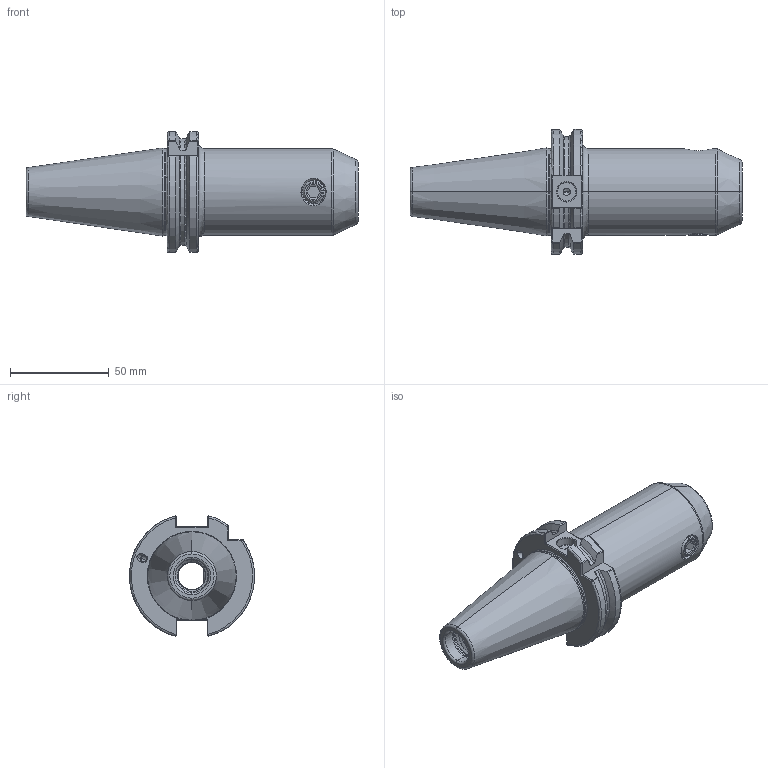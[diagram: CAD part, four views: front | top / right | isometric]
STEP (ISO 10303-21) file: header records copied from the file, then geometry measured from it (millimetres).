
FILE_DESCRIPTION (( 'STEP AP203' ), '1' );
FILE_NAME ('402.04.14.1.STEP', '2016-11-25T07:16:50', ( '' ), ( '' ), 'SwSTEP 2.0', 'SolidWorks 2012', '' );
FILE_SCHEMA (( 'CONFIG_CONTROL_DESIGN' ));
Length unit declared in the file: millimetre
Products named in the file (3): 側固12_M12x1.75_16L; 402.04.14.1
Assembly tree (2 placements, depth 2):
  402.04.14.1
    402.04.14.1
    側固12_M12x1.75_16L
Bounding box: 168.4 x 63.41 x 61.24 mm (x, y, z)
Volume: 202966.7 mm3; surface area: 37674.4 mm2
Topology: 2 solids, 2 shells, 255 faces, 676 edges, 422 vertices
Faces by surface type: cylinder 98, plane 52, cone 41, torus 34, bspline 28, sphere 2
Entity records: 21284 total; most frequent: CARTESIAN_POINT 15432, ORIENTED_EDGE 1324, DIRECTION 971, EDGE_CURVE 662, VERTEX_POINT 422, AXIS2_PLACEMENT_3D 383, EDGE_LOOP 270, ADVANCED_FACE 255
